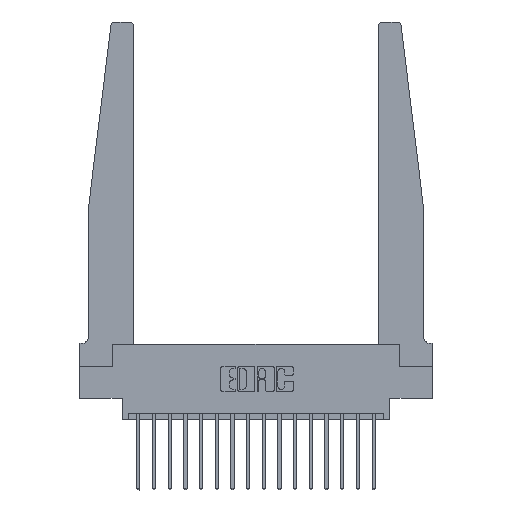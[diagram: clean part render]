
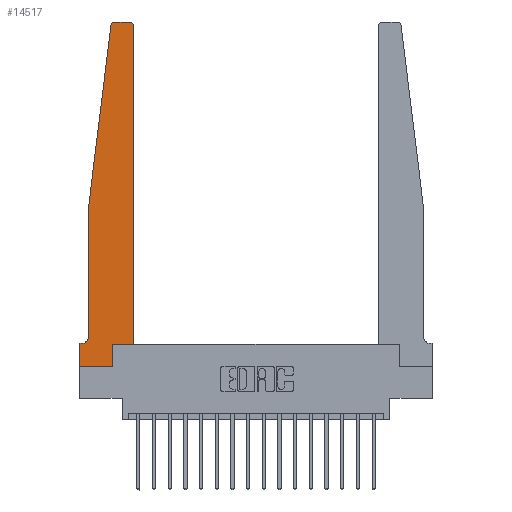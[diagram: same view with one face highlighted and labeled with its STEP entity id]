
A CAD part, top view. The second image highlights one B-rep face of the part: STEP entity #14517.
In plain terms, the highlighted planar face has unit normal (0, 0, 1).
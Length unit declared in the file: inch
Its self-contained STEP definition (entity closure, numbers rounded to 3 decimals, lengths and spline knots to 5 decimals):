
#135 = AXIS2_PLACEMENT_3D ( 'NONE', #11439, #4133, #14306 ) ;
#181 = DIRECTION ( 'NONE',  ( 0., -1., 0. ) ) ;
#376 = ORIENTED_EDGE ( 'NONE', *, *, #15745, .T. ) ;
#414 = CARTESIAN_POINT ( 'NONE',  ( 0., 0., 0.37 ) ) ;
#776 = ORIENTED_EDGE ( 'NONE', *, *, #4353, .T. ) ;
#1238 = ORIENTED_EDGE ( 'NONE', *, *, #6732, .T. ) ;
#1285 = ORIENTED_EDGE ( 'NONE', *, *, #6812, .T. ) ;
#1446 = CARTESIAN_POINT ( 'NONE',  ( 0., 0.1875, 0.37 ) ) ;
#1598 = CARTESIAN_POINT ( 'NONE',  ( 0.425, 2.72, 0.37 ) ) ;
#1879 = LINE ( 'NONE', #7629, #16447 ) ;
#2137 = VERTEX_POINT ( 'NONE', #1446 ) ;
#2210 = CARTESIAN_POINT ( 'NONE',  ( 0.065, 0.2375, 0.37 ) ) ;
#2291 = DIRECTION ( 'NONE',  ( 1., 0., 0. ) ) ;
#2313 = CARTESIAN_POINT ( 'NONE',  ( 0.015, 0.2375, 0.37 ) ) ;
#2390 = CARTESIAN_POINT ( 'NONE',  ( 0.27653, 2.72, 0.37 ) ) ;
#2516 = VERTEX_POINT ( 'NONE', #2210 ) ;
#2570 = CIRCLE ( 'NONE', #14474, 0.05 ) ;
#2659 = PLANE ( 'NONE',  #135 ) ;
#3504 = LINE ( 'NONE', #10454, #7396 ) ;
#3661 = VECTOR ( 'NONE', #3964, 39.37008 ) ;
#3797 = DIRECTION ( 'NONE',  ( -1., 0., 0. ) ) ;
#3874 = DIRECTION ( 'NONE',  ( 1., 0., 0. ) ) ;
#3964 = DIRECTION ( 'NONE',  ( 0., 1., 0. ) ) ;
#4133 = DIRECTION ( 'NONE',  ( 0., 0., 1. ) ) ;
#4304 = VERTEX_POINT ( 'NONE', #16768 ) ;
#4353 = EDGE_CURVE ( 'NONE', #12420, #15124, #11379, .T. ) ;
#4402 = VECTOR ( 'NONE', #7947, 39.37008 ) ;
#4419 = CARTESIAN_POINT ( 'NONE',  ( 0.065, 1.25, 0.37 ) ) ;
#4873 = LINE ( 'NONE', #414, #11750 ) ;
#4939 = AXIS2_PLACEMENT_3D ( 'NONE', #2390, #12617, #3874 ) ;
#5228 = EDGE_CURVE ( 'NONE', #15124, #7030, #8787, .T. ) ;
#5392 = AXIS2_PLACEMENT_3D ( 'NONE', #15392, #6688, #16842 ) ;
#5889 = ORIENTED_EDGE ( 'NONE', *, *, #12298, .T. ) ;
#6433 = DIRECTION ( 'NONE',  ( 0., 1., 0. ) ) ;
#6479 = CARTESIAN_POINT ( 'NONE',  ( 0.25, 2.75, 0.37 ) ) ;
#6626 = EDGE_CURVE ( 'NONE', #7030, #2516, #1879, .T. ) ;
#6688 = DIRECTION ( 'NONE',  ( 0., 0., 1. ) ) ;
#6732 = EDGE_CURVE ( 'NONE', #18804, #12420, #15104, .T. ) ;
#6790 = ORIENTED_EDGE ( 'NONE', *, *, #7855, .T. ) ;
#6812 = EDGE_CURVE ( 'NONE', #2516, #13027, #2570, .T. ) ;
#6874 = CARTESIAN_POINT ( 'NONE',  ( 0.27653, 2.75, 0.37 ) ) ;
#7030 = VERTEX_POINT ( 'NONE', #11674 ) ;
#7123 = CARTESIAN_POINT ( 'NONE',  ( 0.24675, 2.72367, 0.37 ) ) ;
#7255 = ORIENTED_EDGE ( 'NONE', *, *, #13670, .T. ) ;
#7396 = VECTOR ( 'NONE', #181, 39.37008 ) ;
#7534 = VERTEX_POINT ( 'NONE', #14392 ) ;
#7541 = LINE ( 'NONE', #16981, #3661 ) ;
#7629 = CARTESIAN_POINT ( 'NONE',  ( 0.065, 1.25, 0.37 ) ) ;
#7650 = ORIENTED_EDGE ( 'NONE', *, *, #6626, .T. ) ;
#7855 = EDGE_CURVE ( 'NONE', #17873, #13351, #14102, .T. ) ;
#7947 = DIRECTION ( 'NONE',  ( -1., 0., 0. ) ) ;
#8164 = ORIENTED_EDGE ( 'NONE', *, *, #12239, .T. ) ;
#8787 = LINE ( 'NONE', #4419, #12245 ) ;
#9612 = CARTESIAN_POINT ( 'NONE',  ( 0.395, 2.75, 0.37 ) ) ;
#10454 = CARTESIAN_POINT ( 'NONE',  ( 0., 0., 0.37 ) ) ;
#10817 = CARTESIAN_POINT ( 'NONE',  ( 0.425, 0.18, 0.37 ) ) ;
#10944 = CARTESIAN_POINT ( 'NONE',  ( 0.065, 0.1875, 0.37 ) ) ;
#11081 = CARTESIAN_POINT ( 'NONE',  ( 0.425, 0.18, 0.37 ) ) ;
#11171 = ORIENTED_EDGE ( 'NONE', *, *, #13771, .T. ) ;
#11379 = CIRCLE ( 'NONE', #4939, 0.03 ) ;
#11439 = CARTESIAN_POINT ( 'NONE',  ( 0., 0.1875, 0.37 ) ) ;
#11674 = CARTESIAN_POINT ( 'NONE',  ( 0.065, 1.25, 0.37 ) ) ;
#11750 = VECTOR ( 'NONE', #12141, 39.37008 ) ;
#12015 = ORIENTED_EDGE ( 'NONE', *, *, #5228, .T. ) ;
#12091 = EDGE_CURVE ( 'NONE', #4304, #7534, #4873, .T. ) ;
#12141 = DIRECTION ( 'NONE',  ( 1., 0., 0. ) ) ;
#12239 = EDGE_CURVE ( 'NONE', #13027, #2137, #17143, .T. ) ;
#12245 = VECTOR ( 'NONE', #13147, 39.37008 ) ;
#12298 = EDGE_CURVE ( 'NONE', #13351, #18804, #16219, .T. ) ;
#12396 = DIRECTION ( 'NONE',  ( -1., 0., 0. ) ) ;
#12420 = VERTEX_POINT ( 'NONE', #6874 ) ;
#12550 = DIRECTION ( 'NONE',  ( 0., 0., -1. ) ) ;
#12617 = DIRECTION ( 'NONE',  ( 0., 0., 1. ) ) ;
#13027 = VERTEX_POINT ( 'NONE', #18281 ) ;
#13147 = DIRECTION ( 'NONE',  ( -0.122, -0.992, 0. ) ) ;
#13199 = VECTOR ( 'NONE', #6433, 39.37008 ) ;
#13239 = VECTOR ( 'NONE', #2291, 39.37008 ) ;
#13298 = VECTOR ( 'NONE', #12396, 39.37008 ) ;
#13351 = VERTEX_POINT ( 'NONE', #1598 ) ;
#13670 = EDGE_CURVE ( 'NONE', #14446, #17873, #16627, .T. ) ;
#13771 = EDGE_CURVE ( 'NONE', #7534, #14446, #7541, .T. ) ;
#14102 = LINE ( 'NONE', #10817, #13199 ) ;
#14306 = DIRECTION ( 'NONE',  ( 1., 0., 0. ) ) ;
#14392 = CARTESIAN_POINT ( 'NONE',  ( 0.2605, 0., 0.37 ) ) ;
#14446 = VERTEX_POINT ( 'NONE', #18487 ) ;
#14474 = AXIS2_PLACEMENT_3D ( 'NONE', #2313, #12550, #3797 ) ;
#14517 = ADVANCED_FACE ( 'NONE', ( #15390 ), #2659, .T. ) ;
#15104 = LINE ( 'NONE', #6479, #4402 ) ;
#15124 = VERTEX_POINT ( 'NONE', #7123 ) ;
#15390 = FACE_OUTER_BOUND ( 'NONE', #18339, .T. ) ;
#15392 = CARTESIAN_POINT ( 'NONE',  ( 0.395, 2.72, 0.37 ) ) ;
#15745 = EDGE_CURVE ( 'NONE', #2137, #4304, #3504, .T. ) ;
#16099 = CARTESIAN_POINT ( 'NONE',  ( 0.425, 0.18, 0.37 ) ) ;
#16219 = CIRCLE ( 'NONE', #5392, 0.03 ) ;
#16312 = DIRECTION ( 'NONE',  ( 0., -1., 0. ) ) ;
#16447 = VECTOR ( 'NONE', #16312, 39.37008 ) ;
#16627 = LINE ( 'NONE', #11081, #13239 ) ;
#16768 = CARTESIAN_POINT ( 'NONE',  ( 0., 0., 0.37 ) ) ;
#16842 = DIRECTION ( 'NONE',  ( 1., 0., 0. ) ) ;
#16981 = CARTESIAN_POINT ( 'NONE',  ( 0.2605, 0.18, 0.37 ) ) ;
#17143 = LINE ( 'NONE', #10944, #13298 ) ;
#17873 = VERTEX_POINT ( 'NONE', #16099 ) ;
#18281 = CARTESIAN_POINT ( 'NONE',  ( 0.015, 0.1875, 0.37 ) ) ;
#18339 = EDGE_LOOP ( 'NONE', ( #1238, #776, #12015, #7650, #1285, #8164, #376, #18829, #11171, #7255, #6790, #5889 ) ) ;
#18487 = CARTESIAN_POINT ( 'NONE',  ( 0.2605, 0.18, 0.37 ) ) ;
#18804 = VERTEX_POINT ( 'NONE', #9612 ) ;
#18829 = ORIENTED_EDGE ( 'NONE', *, *, #12091, .T. ) ;
